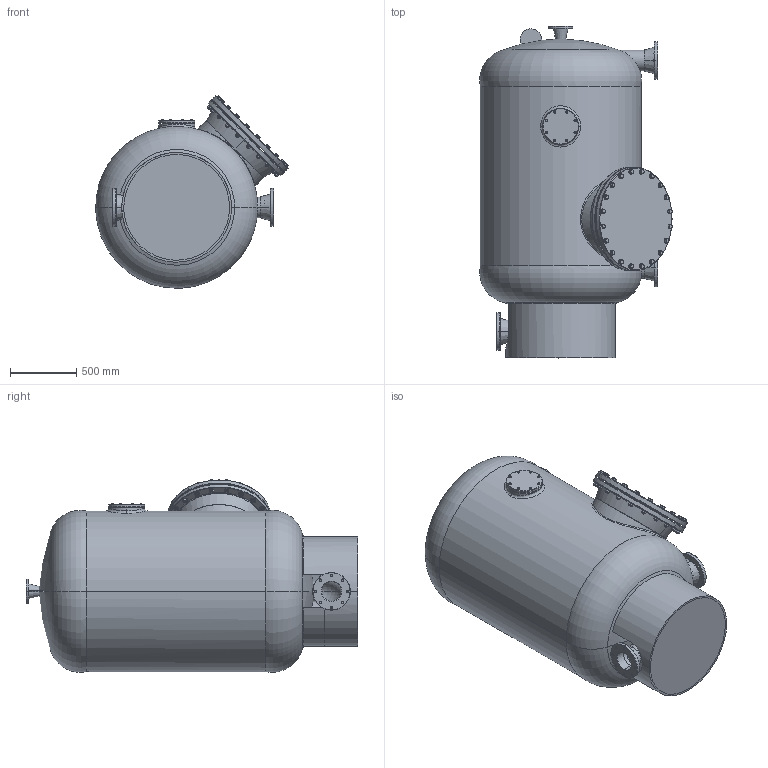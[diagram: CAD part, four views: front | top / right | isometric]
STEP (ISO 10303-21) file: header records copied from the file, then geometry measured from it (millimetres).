
FILE_DESCRIPTION (( 'STEP AP214' ), '1' );
FILE_NAME ('diatomea120c_v1_.STEP', '2020-10-29T15:10:59', ( '' ), ( '' ), 'SwSTEP 2.0', 'SolidWorks 2019', '' );
FILE_SCHEMA (( 'AUTOMOTIVE_DESIGN' ));
Length unit declared in the file: millimetre
Products named in the file (1): diatomea120c_v1_
Bounding box: 1456.74 x 2510.68 x 1456.71 mm (x, y, z)
Surface area: 15149115.7 mm2 (no closed solid volume)
Topology: 0 solids, 127 shells, 1029 faces, 2610 edges, 1682 vertices
Faces by surface type: plane 416, cone 321, cylinder 224, torus 60, sphere 4, bspline 4
Entity records: 75374 total; most frequent: CARTESIAN_POINT 44365, ORIENTED_EDGE 4467, EDGE_CURVE 2610, DIRECTION 2554, B_SPLINE_CURVE_WITH_KNOTS 2318, VERTEX_POINT 1682, AXIS2_PLACEMENT_3D 1236, EDGE_LOOP 1097
